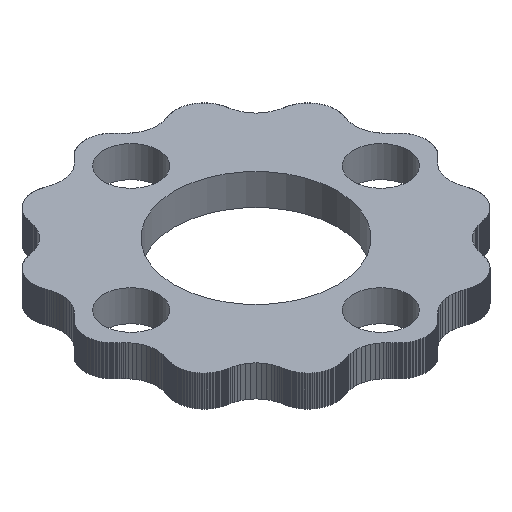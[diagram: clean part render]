
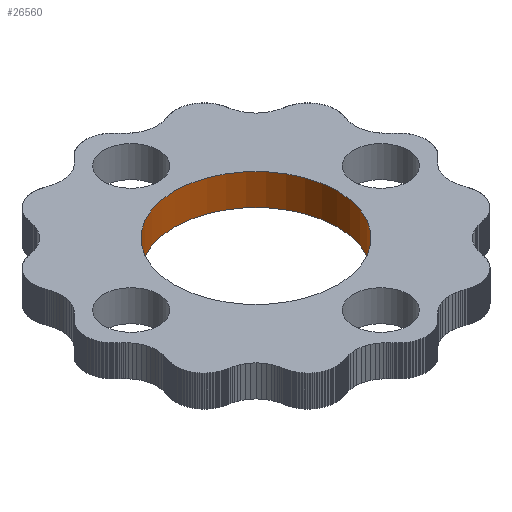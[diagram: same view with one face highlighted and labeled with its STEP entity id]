
A CAD part, isometric view. The second image highlights one B-rep face of the part: STEP entity #26560.
In plain terms, the highlighted cylindrical face has radius 13.05 mm (diameter 26.1 mm), a full revolution.
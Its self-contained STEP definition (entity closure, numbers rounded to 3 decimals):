
#6513 = EDGE_CURVE('',#6514,#6514,#6516,.T.);
#6514 = VERTEX_POINT('',#6515);
#6515 = CARTESIAN_POINT('',(13.05,0.,0.));
#6516 = CIRCLE('',#6517,13.05);
#6517 = AXIS2_PLACEMENT_3D('',#6518,#6519,#6520);
#6518 = CARTESIAN_POINT('',(0.,0.,0.));
#6519 = DIRECTION('',(0.,0.,1.));
#6520 = DIRECTION('',(1.,0.,-0.));
#12953 = EDGE_CURVE('',#12954,#12954,#12956,.T.);
#12954 = VERTEX_POINT('',#12955);
#12955 = CARTESIAN_POINT('',(13.05,0.,5.));
#12956 = CIRCLE('',#12957,13.05);
#12957 = AXIS2_PLACEMENT_3D('',#12958,#12959,#12960);
#12958 = CARTESIAN_POINT('',(0.,0.,5.));
#12959 = DIRECTION('',(0.,0.,1.));
#12960 = DIRECTION('',(1.,0.,-0.));
#26560 = ADVANCED_FACE('',(#26561),#26572,.F.);
#26561 = FACE_BOUND('',#26562,.F.);
#26562 = EDGE_LOOP('',(#26563,#26564,#26570,#26571));
#26563 = ORIENTED_EDGE('',*,*,#12953,.F.);
#26564 = ORIENTED_EDGE('',*,*,#26565,.F.);
#26565 = EDGE_CURVE('',#6514,#12954,#26566,.T.);
#26566 = LINE('',#26567,#26568);
#26567 = CARTESIAN_POINT('',(13.05,0.,-1.));
#26568 = VECTOR('',#26569,1.);
#26569 = DIRECTION('',(0.,0.,1.));
#26570 = ORIENTED_EDGE('',*,*,#6513,.T.);
#26571 = ORIENTED_EDGE('',*,*,#26565,.T.);
#26572 = CYLINDRICAL_SURFACE('',#26573,13.05);
#26573 = AXIS2_PLACEMENT_3D('',#26574,#26575,#26576);
#26574 = CARTESIAN_POINT('',(0.,0.,-1.));
#26575 = DIRECTION('',(0.,0.,1.));
#26576 = DIRECTION('',(1.,0.,-0.));
